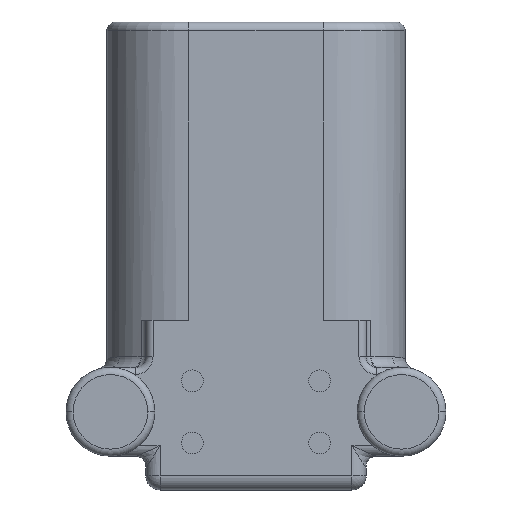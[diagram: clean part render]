
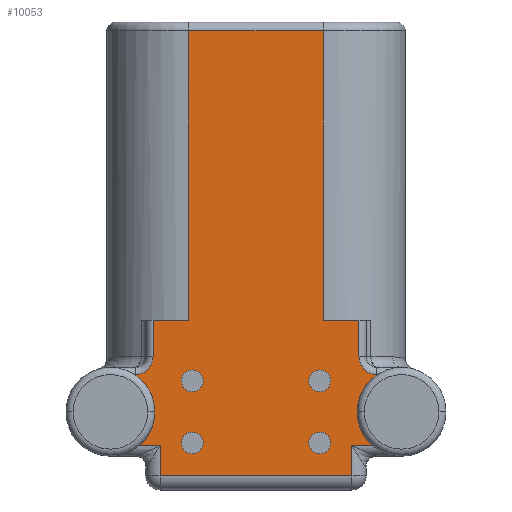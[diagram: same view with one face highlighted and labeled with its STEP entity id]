
A CAD part, front view. The second image highlights one B-rep face of the part: STEP entity #10053.
In plain terms, the highlighted planar face has unit normal (0, -1, 0).
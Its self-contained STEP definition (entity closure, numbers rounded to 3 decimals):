
#1431=DIRECTION('',(0.,0.,-1.));
#1432=VECTOR('',#1431,20.701);
#1433=CARTESIAN_POINT('',(-4.826,-8.446,-0.635));
#1434=LINE('',#1433,#1432);
#1464=DIRECTION('',(-1.,0.,0.));
#1465=VECTOR('',#1464,2.54);
#1466=CARTESIAN_POINT('',(7.366,-8.446,-21.336));
#1467=LINE('',#1466,#1465);
#1478=DIRECTION('',(-1.,0.,0.));
#1479=VECTOR('',#1478,2.54);
#1480=CARTESIAN_POINT('',(-4.826,-8.446,-21.336));
#1481=LINE('',#1480,#1479);
#1879=DIRECTION('',(0.,0.,1.));
#1880=VECTOR('',#1879,2.616);
#1881=CARTESIAN_POINT('',(7.366,-8.446,-23.952));
#1882=LINE('',#1881,#1880);
#1883=CARTESIAN_POINT('',(8.636,-8.446,-23.952));
#1884=DIRECTION('',(0.,1.,0.));
#1885=DIRECTION('',(0.,0.,-1.));
#1886=AXIS2_PLACEMENT_3D('',#1883,#1884,#1885);
#1888=DIRECTION('',(-1.,0.,0.));
#1889=VECTOR('',#1888,0.055);
#1890=CARTESIAN_POINT('',(8.691,-8.446,-25.222));
#1891=LINE('',#1890,#1889);
#1892=CARTESIAN_POINT('',(10.414,-8.446,-27.889));
#1893=DIRECTION('',(0.,-1.,0.));
#1894=DIRECTION('',(-0.543,0.,0.84));
#1895=AXIS2_PLACEMENT_3D('',#1892,#1893,#1894);
#1897=CARTESIAN_POINT('',(10.414,-8.446,-27.889));
#1898=DIRECTION('',(0.,-1.,0.));
#1899=DIRECTION('',(-1.,0.,0.));
#1900=AXIS2_PLACEMENT_3D('',#1897,#1898,#1899);
#1902=DIRECTION('',(-1.,0.,0.));
#1903=VECTOR('',#1902,1.492);
#1904=CARTESIAN_POINT('',(8.35,-8.446,-30.302));
#1905=LINE('',#1904,#1903);
#1906=DIRECTION('',(-1.,0.,0.));
#1907=VECTOR('',#1906,13.716);
#1908=CARTESIAN_POINT('',(6.858,-8.446,-32.461));
#1909=LINE('',#1908,#1907);
#1910=DIRECTION('',(-1.,0.,0.));
#1911=VECTOR('',#1910,1.492);
#1912=CARTESIAN_POINT('',(-6.858,-8.446,-30.302));
#1913=LINE('',#1912,#1911);
#1914=CARTESIAN_POINT('',(-10.414,-8.446,-27.889));
#1915=DIRECTION('',(0.,-1.,0.));
#1916=DIRECTION('',(0.65,0.,-0.76));
#1917=AXIS2_PLACEMENT_3D('',#1914,#1915,#1916);
#1919=CARTESIAN_POINT('',(-10.414,-8.446,-27.889));
#1920=DIRECTION('',(0.,-1.,0.));
#1921=DIRECTION('',(1.,0.,0.));
#1922=AXIS2_PLACEMENT_3D('',#1919,#1920,#1921);
#1924=DIRECTION('',(1.,0.,0.));
#1925=VECTOR('',#1924,0.055);
#1926=CARTESIAN_POINT('',(-8.691,-8.446,-25.222));
#1927=LINE('',#1926,#1925);
#1928=CARTESIAN_POINT('',(-8.636,-8.446,-23.952));
#1929=DIRECTION('',(0.,-1.,0.));
#1930=DIRECTION('',(0.,0.,-1.));
#1931=AXIS2_PLACEMENT_3D('',#1928,#1929,#1930);
#1933=DIRECTION('',(0.,0.,1.));
#1934=VECTOR('',#1933,2.616);
#1935=CARTESIAN_POINT('',(-7.366,-8.446,-23.952));
#1936=LINE('',#1935,#1934);
#1937=DIRECTION('',(-1.,0.,0.));
#1938=VECTOR('',#1937,9.652);
#1939=CARTESIAN_POINT('',(4.826,-8.446,-0.635));
#1940=LINE('',#1939,#1938);
#1941=DIRECTION('',(0.,0.,-1.));
#1942=VECTOR('',#1941,20.701);
#1943=CARTESIAN_POINT('',(4.826,-8.446,-0.635));
#1944=LINE('',#1943,#1942);
#1945=CARTESIAN_POINT('',(4.559,-8.446,-30.112));
#1946=DIRECTION('',(0.,-1.,0.));
#1947=DIRECTION('',(0.,0.,-1.));
#1948=AXIS2_PLACEMENT_3D('',#1945,#1946,#1947);
#1950=CARTESIAN_POINT('',(4.559,-8.446,-30.112));
#1951=DIRECTION('',(0.,-1.,0.));
#1952=DIRECTION('',(0.,0.,1.));
#1953=AXIS2_PLACEMENT_3D('',#1950,#1951,#1952);
#1955=CARTESIAN_POINT('',(4.559,-8.446,-25.667));
#1956=DIRECTION('',(0.,-1.,0.));
#1957=DIRECTION('',(0.,0.,-1.));
#1958=AXIS2_PLACEMENT_3D('',#1955,#1956,#1957);
#1960=CARTESIAN_POINT('',(4.559,-8.446,-25.667));
#1961=DIRECTION('',(0.,-1.,0.));
#1962=DIRECTION('',(0.,0.,1.));
#1963=AXIS2_PLACEMENT_3D('',#1960,#1961,#1962);
#1965=CARTESIAN_POINT('',(-4.559,-8.446,-30.112));
#1966=DIRECTION('',(0.,-1.,0.));
#1967=DIRECTION('',(0.,0.,-1.));
#1968=AXIS2_PLACEMENT_3D('',#1965,#1966,#1967);
#1970=CARTESIAN_POINT('',(-4.559,-8.446,-30.112));
#1971=DIRECTION('',(0.,-1.,0.));
#1972=DIRECTION('',(0.,0.,1.));
#1973=AXIS2_PLACEMENT_3D('',#1970,#1971,#1972);
#1975=CARTESIAN_POINT('',(-4.559,-8.446,-25.667));
#1976=DIRECTION('',(0.,-1.,0.));
#1977=DIRECTION('',(0.,0.,-1.));
#1978=AXIS2_PLACEMENT_3D('',#1975,#1976,#1977);
#1980=CARTESIAN_POINT('',(-4.559,-8.446,-25.667));
#1981=DIRECTION('',(0.,-1.,0.));
#1982=DIRECTION('',(0.,0.,1.));
#1983=AXIS2_PLACEMENT_3D('',#1980,#1981,#1982);
#2396=CARTESIAN_POINT('',(6.858,-8.446,-30.302));
#4462=CARTESIAN_POINT('',(-6.858,-8.446,-30.302));
#4702=DIRECTION('',(0.,0.,-1.));
#4703=VECTOR('',#4702,2.159);
#4704=CARTESIAN_POINT('',(-6.858,-8.446,-30.302));
#4705=LINE('',#4704,#4703);
#4930=DIRECTION('',(0.,0.,1.));
#4931=VECTOR('',#4930,2.159);
#4932=CARTESIAN_POINT('',(6.858,-8.446,-32.461));
#4933=LINE('',#4932,#4931);
#6937=CARTESIAN_POINT('',(6.858,-8.446,-32.461));
#6938=CARTESIAN_POINT('',(-6.858,-8.446,-32.461));
#6939=VERTEX_POINT('',#6937);
#6940=VERTEX_POINT('',#6938);
#7017=CARTESIAN_POINT('',(-4.826,-8.446,-0.635));
#7018=VERTEX_POINT('',#7017);
#7021=CARTESIAN_POINT('',(4.826,-8.446,-0.635));
#7022=VERTEX_POINT('',#7021);
#7033=CARTESIAN_POINT('',(4.826,-8.446,-21.336));
#7034=VERTEX_POINT('',#7033);
#7035=CARTESIAN_POINT('',(-4.826,-8.446,-21.336));
#7036=VERTEX_POINT('',#7035);
#7053=CARTESIAN_POINT('',(7.239,-8.446,-27.889));
#7054=CARTESIAN_POINT('',(8.35,-8.446,-30.302));
#7055=VERTEX_POINT('',#7053);
#7056=VERTEX_POINT('',#7054);
#7057=CARTESIAN_POINT('',(-8.35,-8.446,-30.302));
#7058=CARTESIAN_POINT('',(-7.239,-8.446,-27.889));
#7059=VERTEX_POINT('',#7057);
#7060=VERTEX_POINT('',#7058);
#7077=VERTEX_POINT('',#4462);
#7078=VERTEX_POINT('',#2396);
#7187=CARTESIAN_POINT('',(7.366,-8.446,-23.952));
#7188=CARTESIAN_POINT('',(7.366,-8.446,-21.336));
#7189=VERTEX_POINT('',#7187);
#7190=VERTEX_POINT('',#7188);
#7191=CARTESIAN_POINT('',(8.636,-8.446,-25.222));
#7192=VERTEX_POINT('',#7191);
#7193=CARTESIAN_POINT('',(8.691,-8.446,-25.222));
#7194=VERTEX_POINT('',#7193);
#7195=CARTESIAN_POINT('',(-7.366,-8.446,-23.952));
#7196=CARTESIAN_POINT('',(-7.366,-8.446,-21.336));
#7197=VERTEX_POINT('',#7195);
#7198=VERTEX_POINT('',#7196);
#7199=CARTESIAN_POINT('',(-8.636,-8.446,-25.222));
#7200=VERTEX_POINT('',#7199);
#7201=CARTESIAN_POINT('',(-8.691,-8.446,-25.222));
#7202=VERTEX_POINT('',#7201);
#7261=CARTESIAN_POINT('',(4.559,-8.446,-30.893));
#7262=CARTESIAN_POINT('',(4.559,-8.446,-29.331));
#7263=VERTEX_POINT('',#7261);
#7264=VERTEX_POINT('',#7262);
#7277=CARTESIAN_POINT('',(4.559,-8.446,-26.448));
#7278=CARTESIAN_POINT('',(4.559,-8.446,-24.886));
#7279=VERTEX_POINT('',#7277);
#7280=VERTEX_POINT('',#7278);
#7297=CARTESIAN_POINT('',(-4.559,-8.446,-30.893));
#7298=VERTEX_POINT('',#7297);
#7299=CARTESIAN_POINT('',(-4.559,-8.446,-29.331));
#7300=VERTEX_POINT('',#7299);
#7313=CARTESIAN_POINT('',(-4.559,-8.446,-26.448));
#7314=VERTEX_POINT('',#7313);
#7315=CARTESIAN_POINT('',(-4.559,-8.446,-24.886));
#7316=VERTEX_POINT('',#7315);
#9990=CARTESIAN_POINT('',(-4.826,-8.446,0.));
#9991=DIRECTION('',(0.,-1.,0.));
#9992=DIRECTION('',(1.,0.,0.));
#9993=AXIS2_PLACEMENT_3D('',#9990,#9991,#9992);
#9994=PLANE('',#9993);
#9996=ORIENTED_EDGE('',*,*,#9995,.F.);
#9998=ORIENTED_EDGE('',*,*,#9997,.F.);
#10000=ORIENTED_EDGE('',*,*,#9999,.F.);
#10001=ORIENTED_EDGE('',*,*,#9821,.T.);
#10003=ORIENTED_EDGE('',*,*,#10002,.T.);
#10005=ORIENTED_EDGE('',*,*,#10004,.T.);
#10007=ORIENTED_EDGE('',*,*,#10006,.F.);
#10009=ORIENTED_EDGE('',*,*,#10008,.T.);
#10011=ORIENTED_EDGE('',*,*,#10010,.F.);
#10013=ORIENTED_EDGE('',*,*,#10012,.T.);
#10015=ORIENTED_EDGE('',*,*,#10014,.T.);
#10016=ORIENTED_EDGE('',*,*,#9341,.T.);
#10018=ORIENTED_EDGE('',*,*,#10017,.T.);
#10020=ORIENTED_EDGE('',*,*,#10019,.T.);
#10021=ORIENTED_EDGE('',*,*,#9574,.T.);
#10022=ORIENTED_EDGE('',*,*,#9605,.F.);
#10023=ORIENTED_EDGE('',*,*,#9544,.F.);
#10024=ORIENTED_EDGE('',*,*,#9981,.F.);
#10025=ORIENTED_EDGE('',*,*,#9626,.T.);
#10026=ORIENTED_EDGE('',*,*,#9592,.F.);
#10027=EDGE_LOOP('',(#9996,#9998,#10000,#10001,#10003,#10005,#10007,#10009,
#10011,#10013,#10015,#10016,#10018,#10020,#10021,#10022,#10023,#10024,#10025,
#10026));
#10028=FACE_OUTER_BOUND('',#10027,.F.);
#10030=ORIENTED_EDGE('',*,*,#10029,.T.);
#10032=ORIENTED_EDGE('',*,*,#10031,.T.);
#10033=EDGE_LOOP('',(#10030,#10032));
#10034=FACE_BOUND('',#10033,.F.);
#10036=ORIENTED_EDGE('',*,*,#10035,.T.);
#10038=ORIENTED_EDGE('',*,*,#10037,.T.);
#10039=EDGE_LOOP('',(#10036,#10038));
#10040=FACE_BOUND('',#10039,.F.);
#10042=ORIENTED_EDGE('',*,*,#10041,.T.);
#10044=ORIENTED_EDGE('',*,*,#10043,.T.);
#10045=EDGE_LOOP('',(#10042,#10044));
#10046=FACE_BOUND('',#10045,.F.);
#10048=ORIENTED_EDGE('',*,*,#10047,.T.);
#10050=ORIENTED_EDGE('',*,*,#10049,.T.);
#10051=EDGE_LOOP('',(#10048,#10050));
#10052=FACE_BOUND('',#10051,.F.);
#1887=CIRCLE('',#1886,1.27);
#1896=CIRCLE('',#1895,3.175);
#1901=CIRCLE('',#1900,3.175);
#1918=CIRCLE('',#1917,3.175);
#1923=CIRCLE('',#1922,3.175);
#1932=CIRCLE('',#1931,1.27);
#1949=CIRCLE('',#1948,0.781);
#1954=CIRCLE('',#1953,0.781);
#1959=CIRCLE('',#1958,0.781);
#1964=CIRCLE('',#1963,0.781);
#1969=CIRCLE('',#1968,0.781);
#1974=CIRCLE('',#1973,0.781);
#1979=CIRCLE('',#1978,0.781);
#1984=CIRCLE('',#1983,0.781);
#9341=EDGE_CURVE('',#7060,#7202,#1923,.T.);
#9544=EDGE_CURVE('',#7018,#7036,#1434,.T.);
#9574=EDGE_CURVE('',#7197,#7198,#1936,.T.);
#9592=EDGE_CURVE('',#7190,#7034,#1467,.T.);
#9605=EDGE_CURVE('',#7036,#7198,#1481,.T.);
#9626=EDGE_CURVE('',#7022,#7034,#1944,.T.);
#9821=EDGE_CURVE('',#7194,#7055,#1896,.T.);
#9981=EDGE_CURVE('',#7022,#7018,#1940,.T.);
#9995=EDGE_CURVE('',#7189,#7190,#1882,.T.);
#9997=EDGE_CURVE('',#7192,#7189,#1887,.T.);
#9999=EDGE_CURVE('',#7194,#7192,#1891,.T.);
#10002=EDGE_CURVE('',#7055,#7056,#1901,.T.);
#10004=EDGE_CURVE('',#7056,#7078,#1905,.T.);
#10006=EDGE_CURVE('',#6939,#7078,#4933,.T.);
#10008=EDGE_CURVE('',#6939,#6940,#1909,.T.);
#10010=EDGE_CURVE('',#7077,#6940,#4705,.T.);
#10012=EDGE_CURVE('',#7077,#7059,#1913,.T.);
#10014=EDGE_CURVE('',#7059,#7060,#1918,.T.);
#10017=EDGE_CURVE('',#7202,#7200,#1927,.T.);
#10019=EDGE_CURVE('',#7200,#7197,#1932,.T.);
#10029=EDGE_CURVE('',#7263,#7264,#1949,.T.);
#10031=EDGE_CURVE('',#7264,#7263,#1954,.T.);
#10035=EDGE_CURVE('',#7279,#7280,#1959,.T.);
#10037=EDGE_CURVE('',#7280,#7279,#1964,.T.);
#10041=EDGE_CURVE('',#7298,#7300,#1969,.T.);
#10043=EDGE_CURVE('',#7300,#7298,#1974,.T.);
#10047=EDGE_CURVE('',#7314,#7316,#1979,.T.);
#10049=EDGE_CURVE('',#7316,#7314,#1984,.T.);
#10053=ADVANCED_FACE('',(#10028,#10034,#10040,#10046,#10052),#9994,.T.);
